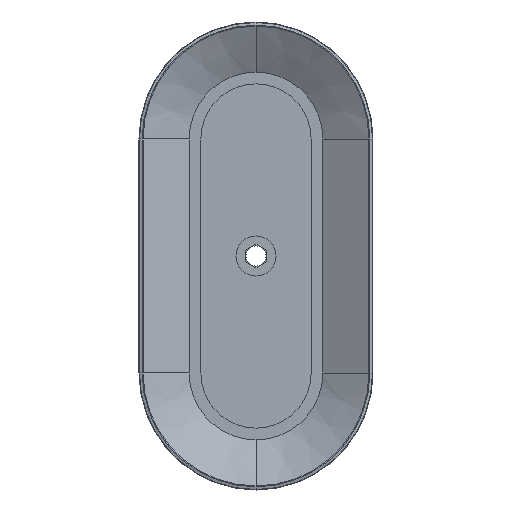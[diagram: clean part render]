
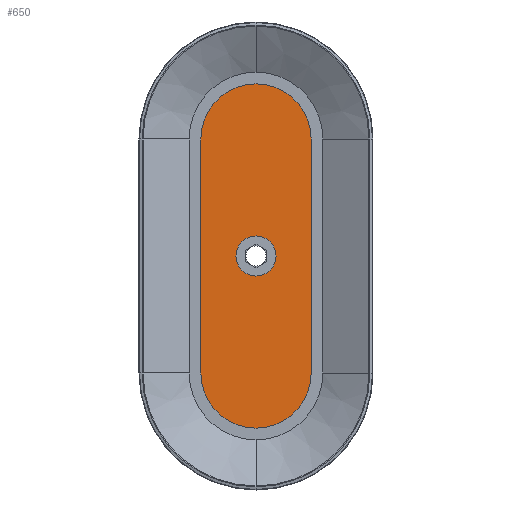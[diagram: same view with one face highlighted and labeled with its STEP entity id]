
A CAD part, front view. The second image highlights one B-rep face of the part: STEP entity #650.
In plain terms, the highlighted planar face has unit normal (0, -1, 0).
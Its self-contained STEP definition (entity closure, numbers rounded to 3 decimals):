
#650=ADVANCED_FACE('',(#1422,#1423),#1424,.F.);
#1422=FACE_BOUND('',#2320,.T.);
#1423=FACE_OUTER_BOUND('',#2321,.T.);
#1424=PLANE('',#2322);
#2320=EDGE_LOOP('',(#5447,#5448));
#2321=EDGE_LOOP('',(#5449,#5450,#5451,#5452,#5453,#5454));
#2322=AXIS2_PLACEMENT_3D('',#5455,#5456,#5457);
#5447=ORIENTED_EDGE('',*,*,#7013,.F.);
#5448=ORIENTED_EDGE('',*,*,#6608,.F.);
#5449=ORIENTED_EDGE('',*,*,#7011,.T.);
#5450=ORIENTED_EDGE('',*,*,#6837,.F.);
#5451=ORIENTED_EDGE('',*,*,#6504,.F.);
#5452=ORIENTED_EDGE('',*,*,#6893,.F.);
#5453=ORIENTED_EDGE('',*,*,#6948,.F.);
#5454=ORIENTED_EDGE('',*,*,#6633,.F.);
#5455=CARTESIAN_POINT('',(-0.5,16.0,35.0));
#5456=DIRECTION('',(0.,1.0,0.0));
#5457=DIRECTION('',(-1.0,0.,0.0));
#6504=EDGE_CURVE('',#7475,#7471,#7477,.T.);
#6608=EDGE_CURVE('',#7642,#7644,#7645,.T.);
#6633=EDGE_CURVE('',#7683,#7684,#7685,.T.);
#6837=EDGE_CURVE('',#7471,#7986,#7987,.T.);
#6893=EDGE_CURVE('',#8051,#7475,#8053,.T.);
#6948=EDGE_CURVE('',#7684,#8051,#8118,.T.);
#7011=EDGE_CURVE('',#7683,#7986,#8190,.T.);
#7013=EDGE_CURVE('',#7644,#7642,#8192,.T.);
#7471=VERTEX_POINT('',#8777);
#7475=VERTEX_POINT('',#8782);
#7477=CIRCLE('',#8785,16.5);
#7642=VERTEX_POINT('',#8988);
#7644=VERTEX_POINT('',#8991);
#7645=CIRCLE('',#8992,6.0);
#7683=VERTEX_POINT('',#9039);
#7684=VERTEX_POINT('',#9040);
#7685=CIRCLE('',#9041,16.5);
#7986=VERTEX_POINT('',#9676);
#7987=CIRCLE('',#9677,16.5);
#8051=VERTEX_POINT('',#9766);
#8053=LINE('',#9769,#9770);
#8118=CIRCLE('',#9860,16.5);
#8190=LINE('',#9965,#9966);
#8192=CIRCLE('',#9968,6.0);
#8777=CARTESIAN_POINT('',(0.,16.0,-51.5));
#8782=CARTESIAN_POINT('',(16.5,16.0,-35.));
#8785=AXIS2_PLACEMENT_3D('',#11118,#11119,#11120);
#8988=CARTESIAN_POINT('',(-6.0,16.0,0.));
#8991=CARTESIAN_POINT('',(6.0,16.0,0.0));
#8992=AXIS2_PLACEMENT_3D('',#11302,#11303,#11304);
#9039=CARTESIAN_POINT('',(-16.5,16.0,35.0));
#9040=CARTESIAN_POINT('',(0.,16.0,51.5));
#9041=AXIS2_PLACEMENT_3D('',#11341,#11342,#11343);
#9676=CARTESIAN_POINT('',(-16.5,16.0,-35.));
#9677=AXIS2_PLACEMENT_3D('',#11609,#11610,#11611);
#9766=CARTESIAN_POINT('',(16.5,16.0,35.));
#9769=CARTESIAN_POINT('',(16.5,16.0,35.));
#9770=VECTOR('',#11659,1000.0);
#9860=AXIS2_PLACEMENT_3D('',#11722,#11723,#11724);
#9965=CARTESIAN_POINT('',(-16.5,16.0,35.0));
#9966=VECTOR('',#11767,1000.0);
#9968=AXIS2_PLACEMENT_3D('',#11768,#11769,#11770);
#11118=CARTESIAN_POINT('',(0.,16.0,-35.0));
#11119=DIRECTION('',(0.0,1.0,0.0));
#11120=DIRECTION('',(0.0,0.0,1.0));
#11302=CARTESIAN_POINT('',(0.,16.0,0.0));
#11303=DIRECTION('',(0.,-1.0,0.0));
#11304=DIRECTION('',(1.0,0.,0.0));
#11341=CARTESIAN_POINT('',(0.,16.0,35.0));
#11342=DIRECTION('',(0.0,1.0,0.0));
#11343=DIRECTION('',(0.0,0.0,1.0));
#11609=CARTESIAN_POINT('',(0.,16.0,-35.0));
#11610=DIRECTION('',(0.0,1.0,0.0));
#11611=DIRECTION('',(0.0,0.0,1.0));
#11659=DIRECTION('',(0.0,0.0,-1.0));
#11722=CARTESIAN_POINT('',(0.,16.0,35.0));
#11723=DIRECTION('',(0.0,1.0,0.0));
#11724=DIRECTION('',(0.0,0.0,1.0));
#11767=DIRECTION('',(-0.0,-0.0,-1.0));
#11768=CARTESIAN_POINT('',(0.,16.0,0.0));
#11769=DIRECTION('',(0.,-1.0,0.0));
#11770=DIRECTION('',(1.0,0.,0.0));
